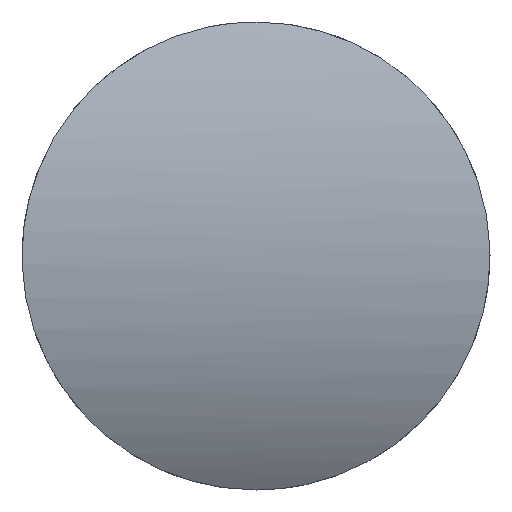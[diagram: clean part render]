
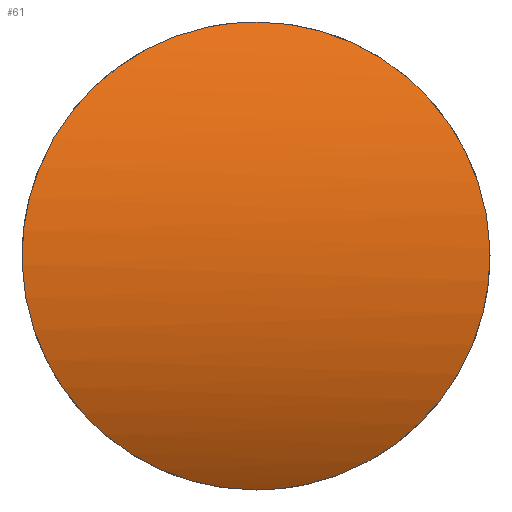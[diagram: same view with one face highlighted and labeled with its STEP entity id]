
A CAD part, left-side view. The second image highlights one B-rep face of the part: STEP entity #61.
In plain terms, the highlighted cylindrical face has radius 11.46 mm (diameter 22.92 mm), a partial arc.
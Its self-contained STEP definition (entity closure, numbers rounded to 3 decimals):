
#1 = CARTESIAN_POINT ( 'NONE',  ( -6.927, 0.331, 2.048 ) ) ;
#4 = CARTESIAN_POINT ( 'NONE',  ( -5.25, 6.25, 6.25 ) ) ;
#6 = CARTESIAN_POINT ( 'NONE',  ( -6.666, 11.658, -3.159 ) ) ;
#14 = CARTESIAN_POINT ( 'NONE',  ( -5.46, 8.299, 5.918 ) ) ;
#15 = CARTESIAN_POINT ( 'NONE',  ( -6.993, 0.206, 1.647 ) ) ;
#16 = CARTESIAN_POINT ( 'NONE',  ( -6.157, 10.523, 4.566 ) ) ;
#17 = CARTESIAN_POINT ( 'NONE',  ( -5.383, 7.899, 6.043 ) ) ;
#18 = FACE_OUTER_BOUND ( 'NONE', #58, .T. ) ;
#20 = CARTESIAN_POINT ( 'NONE',  ( -5.978, 10.072, -4.962 ) ) ;
#22 = CARTESIAN_POINT ( 'NONE',  ( -5.25, 6.25, -6.25 ) ) ;
#23 = CARTESIAN_POINT ( 'NONE',  ( -5.278, 5.414, -6.208 ) ) ;
#25 = CARTESIAN_POINT ( 'NONE',  ( -6.334, 10.94, -4.136 ) ) ;
#26 = CARTESIAN_POINT ( 'NONE',  ( -6.667, 11.659, 3.158 ) ) ;
#30 = CARTESIAN_POINT ( 'NONE',  ( -5.382, 4.604, 6.044 ) ) ;
#31 = CARTESIAN_POINT ( 'NONE',  ( -6.335, 1.557, 4.133 ) ) ;
#34 = CARTESIAN_POINT ( 'NONE',  ( -6.927, 12.17, 2.047 ) ) ;
#40 = VERTEX_POINT ( 'NONE', #4 ) ;
#45 = CARTESIAN_POINT ( 'NONE',  ( -6.763, 0.65, -2.806 ) ) ;
#48 = CARTESIAN_POINT ( 'NONE',  ( -5.278, 7.087, 6.208 ) ) ;
#49 = CARTESIAN_POINT ( 'NONE',  ( -6.449, 11.197, -3.825 ) ) ;
#54 = CARTESIAN_POINT ( 'NONE',  ( -6.276, 1.692, 4.281 ) ) ;
#55 = CARTESIAN_POINT ( 'NONE',  ( -7.105, 12.5, 0.42 ) ) ;
#58 = EDGE_LOOP ( 'NONE', ( #114, #192 ) ) ;
#61 = ADVANCED_FACE ( 'NONE', ( #18 ), #155, .T. ) ;
#63 = CARTESIAN_POINT ( 'NONE',  ( -6.764, 0.648, 2.8 ) ) ;
#68 = CARTESIAN_POINT ( 'NONE',  ( -5.92, 9.902, 5.076 ) ) ;
#69 = CARTESIAN_POINT ( 'NONE',  ( -5.75, 3.098, 5.412 ) ) ;
#70 = CARTESIAN_POINT ( 'NONE',  ( -5.979, 10.064, 4.955 ) ) ;
#72 = CARTESIAN_POINT ( 'NONE',  ( -5.46, 4.202, -5.919 ) ) ;
#73 = CARTESIAN_POINT ( 'NONE',  ( -5.643, 9.047, 5.604 ) ) ;
#74 = CARTESIAN_POINT ( 'NONE',  ( -6.763, 11.85, -2.805 ) ) ;
#77 = CARTESIAN_POINT ( 'NONE',  ( -6.097, 2.128, -4.702 ) ) ;
#79 = CARTESIAN_POINT ( 'NONE',  ( -5.278, 7.085, -6.208 ) ) ;
#80 = CARTESIAN_POINT ( 'NONE',  ( -6.993, 0.208, -1.651 ) ) ;
#82 = CARTESIAN_POINT ( 'NONE',  ( -5.25, 6.25, 6.25 ) ) ;
#83 = CARTESIAN_POINT ( 'NONE',  ( -5.25, 6.25, -6.25 ) ) ;
#84 = CARTESIAN_POINT ( 'NONE',  ( -5.979, 2.426, 4.96 ) ) ;
#85 = CARTESIAN_POINT ( 'NONE',  ( -6.507, 1.179, 3.658 ) ) ;
#87 = CARTESIAN_POINT ( 'NONE',  ( -7.081, 12.457, -0.839 ) ) ;
#91 = CARTESIAN_POINT ( 'NONE',  ( -5.25, 6.673, 6.25 ) ) ;
#92 = CARTESIAN_POINT ( 'NONE',  ( -5.978, 2.438, -4.957 ) ) ;
#93 = CARTESIAN_POINT ( 'NONE',  ( -5.278, 5.414, 6.208 ) ) ;
#94 = CARTESIAN_POINT ( 'NONE',  ( -5.382, 4.602, -6.043 ) ) ;
#95 = CARTESIAN_POINT ( 'NONE',  ( -6.451, 11.204, 3.832 ) ) ;
#99 = CARTESIAN_POINT ( 'NONE',  ( -7.105, 0., -0.427 ) ) ;
#102 = EDGE_CURVE ( 'NONE', #174, #40, #154, .T. ) ;
#103 = CARTESIAN_POINT ( 'NONE',  ( -7.082, 0.042, 0.832 ) ) ;
#105 = CARTESIAN_POINT ( 'NONE',  ( -6.992, 12.292, -1.653 ) ) ;
#112 = CARTESIAN_POINT ( 'NONE',  ( -5.459, 8.294, -5.92 ) ) ;
#113 = CARTESIAN_POINT ( 'NONE',  ( -5.25, 6.25, -6.25 ) ) ;
#114 = ORIENTED_EDGE ( 'NONE', *, *, #102, .F. ) ;
#115 = CARTESIAN_POINT ( 'NONE',  ( -6.098, 10.375, 4.7 ) ) ;
#117 = CARTESIAN_POINT ( 'NONE',  ( -7.081, 0.043, -0.841 ) ) ;
#118 = CARTESIAN_POINT ( 'NONE',  ( -6.275, 10.805, -4.284 ) ) ;
#121 = CARTESIAN_POINT ( 'NONE',  ( -5.25, 5.827, 6.25 ) ) ;
#123 = CARTESIAN_POINT ( 'NONE',  ( -5.642, 9.045, -5.605 ) ) ;
#124 = CARTESIAN_POINT ( 'NONE',  ( -6.098, 10.382, -4.707 ) ) ;
#126 = CARTESIAN_POINT ( 'NONE',  ( -5.643, 3.453, 5.604 ) ) ;
#127 = CARTESIAN_POINT ( 'NONE',  ( -6.333, 1.556, -4.145 ) ) ;
#131 = CARTESIAN_POINT ( 'NONE',  ( -6.334, 10.947, 4.142 ) ) ;
#132 = CARTESIAN_POINT ( 'NONE',  ( -7.082, 12.458, 0.834 ) ) ;
#135 = CARTESIAN_POINT ( 'NONE',  ( -5.748, 3.102, -5.414 ) ) ;
#136 = CARTESIAN_POINT ( 'NONE',  ( -6.926, 0.332, -2.052 ) ) ;
#138 = CARTESIAN_POINT ( 'NONE',  ( -6.099, 2.116, 4.704 ) ) ;
#139 = CARTESIAN_POINT ( 'NONE',  ( 4.355, 12.5, 0. ) ) ;
#142 = CARTESIAN_POINT ( 'NONE',  ( -5.25, 6.672, -6.25 ) ) ;
#144 = CARTESIAN_POINT ( 'NONE',  ( -5.749, 9.4, 5.413 ) ) ;
#149 = CARTESIAN_POINT ( 'NONE',  ( -6.666, 0.844, -3.162 ) ) ;
#151 = DIRECTION ( 'NONE',  ( 0., 0., -1. ) ) ;
#154 = B_SPLINE_CURVE_WITH_KNOTS ( 'NONE', 3,
 ( #22, #142, #79, #197, #112, #123, #206, #20, #124, #118, #25, #49, #160, #6, #74, #181, #105, #87, #191, #55, #132, #168, #34, #158, #26, #95, #131, #16, #115, #70, #68, #144, #73, #14, #17, #48, #91, #182 ),
 .UNSPECIFIED., .F., .F.,
 ( 4, 2, 2, 2, 2, 2, 2, 2, 2, 2, 2, 2, 2, 2, 2, 2, 2, 2, 4 ),
 ( -0.01, -0.009, -0.007, -0.006, -0.005, -0.004, -0.004, -0.002, -0.001, 0., 0.001, 0.002, 0.004, 0.005, 0.006, 0.006, 0.007, 0.009, 0.01 ),
 .UNSPECIFIED. ) ;
#155 = CYLINDRICAL_SURFACE ( 'NONE', #173, 11.46 ) ;
#158 = CARTESIAN_POINT ( 'NONE',  ( -6.764, 11.852, 2.802 ) ) ;
#160 = CARTESIAN_POINT ( 'NONE',  ( -6.505, 11.319, -3.662 ) ) ;
#161 = EDGE_CURVE ( 'NONE', #40, #174, #177, .T. ) ;
#162 = DIRECTION ( 'NONE',  ( 0., -1., 0. ) ) ;
#165 = CARTESIAN_POINT ( 'NONE',  ( -5.919, 2.601, -5.078 ) ) ;
#167 = CARTESIAN_POINT ( 'NONE',  ( -5.642, 3.455, -5.605 ) ) ;
#168 = CARTESIAN_POINT ( 'NONE',  ( -6.993, 12.294, 1.645 ) ) ;
#169 = CARTESIAN_POINT ( 'NONE',  ( -5.459, 4.204, 5.92 ) ) ;
#173 = AXIS2_PLACEMENT_3D ( 'NONE', #139, #162, #151 ) ;
#174 = VERTEX_POINT ( 'NONE', #113 ) ;
#177 = B_SPLINE_CURVE_WITH_KNOTS ( 'NONE', 3,
 ( #82, #121, #93, #30, #169, #126, #69, #84, #138, #54, #31, #203, #85, #178, #63, #1, #15, #103, #188, #99, #117, #80, #136, #45, #149, #193, #127, #179, #77, #92, #165, #135, #167, #72, #94, #23, #180, #83 ),
 .UNSPECIFIED., .F., .F.,
 ( 4, 2, 2, 2, 2, 2, 2, 2, 2, 2, 2, 2, 2, 2, 2, 2, 2, 2, 4 ),
 ( 0.01, 0.011, 0.012, 0.014, 0.015, 0.016, 0.016, 0.017, 0.019, 0.02, 0.021, 0.022, 0.024, 0.025, 0.026, 0.026, 0.027, 0.029, 0.03 ),
 .UNSPECIFIED. ) ;
#178 = CARTESIAN_POINT ( 'NONE',  ( -6.668, 0.84, 3.155 ) ) ;
#179 = CARTESIAN_POINT ( 'NONE',  ( -6.156, 1.98, -4.568 ) ) ;
#180 = CARTESIAN_POINT ( 'NONE',  ( -5.25, 5.828, -6.25 ) ) ;
#181 = CARTESIAN_POINT ( 'NONE',  ( -6.926, 12.167, -2.054 ) ) ;
#182 = CARTESIAN_POINT ( 'NONE',  ( -5.25, 6.25, 6.25 ) ) ;
#188 = CARTESIAN_POINT ( 'NONE',  ( -7.105, 0., 0.416 ) ) ;
#191 = CARTESIAN_POINT ( 'NONE',  ( -7.105, 12.5, -0.424 ) ) ;
#192 = ORIENTED_EDGE ( 'NONE', *, *, #161, .F. ) ;
#193 = CARTESIAN_POINT ( 'NONE',  ( -6.45, 1.298, -3.835 ) ) ;
#197 = CARTESIAN_POINT ( 'NONE',  ( -5.382, 7.895, -6.044 ) ) ;
#203 = CARTESIAN_POINT ( 'NONE',  ( -6.45, 1.301, 3.822 ) ) ;
#206 = CARTESIAN_POINT ( 'NONE',  ( -5.749, 9.4, -5.413 ) ) ;
